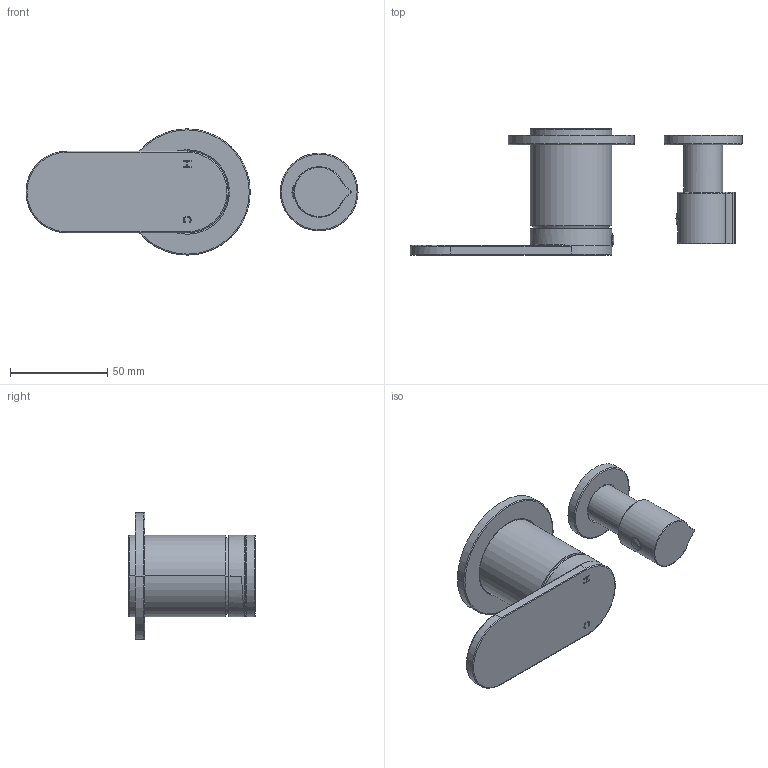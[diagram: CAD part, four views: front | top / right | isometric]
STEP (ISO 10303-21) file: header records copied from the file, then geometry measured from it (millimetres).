
FILE_DESCRIPTION((''),'2;1');
FILE_NAME('1E7010-02CP_ASM_ASM','2023-06-14T',('Administrator'),(''),'PRO/ENGINEER BY PARAMETRIC TECHNOLOGY CORPORATION, 2010280','PRO/ENGINEER BY PARAMETRIC TECHNOLOGY CORPORATION, 2010280','');
FILE_SCHEMA(('CONFIG_CONTROL_DESIGN'));
Length unit declared in the file: millimetre
Products named in the file (14): 2E7007-31NT_23; 2E7016-32CP-111_11; 2E7009-21CP_12; 3LS1001NT_3; 3ZS1006NT_3; 2E7007-32CP_15; 2E7007-33CP_26; 2A1017-21CP_31; 2E7016-34CP_17; 3OR1038NT_4; 2E7007-34CP_10; 3OR1037NT_5; 1E7010-02CP_ASM_5_ASM; 1E7010-02CP_ASM_ASM
Assembly tree (15 placements, depth 3):
  1E7010-02CP_ASM_ASM
    1E7010-02CP_ASM_5_ASM
      2E7007-31NT_23
      2E7016-32CP-111_11
      2E7009-21CP_12
      3LS1001NT_3  x2
      3ZS1006NT_3  x2
      2E7007-32CP_15
      2E7007-33CP_26
      2A1017-21CP_31
      2E7016-34CP_17
      3OR1038NT_4
      2E7007-34CP_10
      3OR1037NT_5
Bounding box: 171 x 65.1 x 65 mm (x, y, z)
Volume: 51424.2 mm3; surface area: 64082.3 mm2
Topology: 14 solids, 14 shells, 508 faces, 1391 edges, 927 vertices
Faces by surface type: plane 183, cylinder 167, cone 62, bspline 56, torus 36, sphere 4
Entity records: 24854 total; most frequent: CARTESIAN_POINT 13183, ORIENTED_EDGE 2526, DIRECTION 2206, EDGE_CURVE 1263, VERTEX_POINT 843, AXIS2_PLACEMENT_3D 842, VECTOR 522, LINE 522
